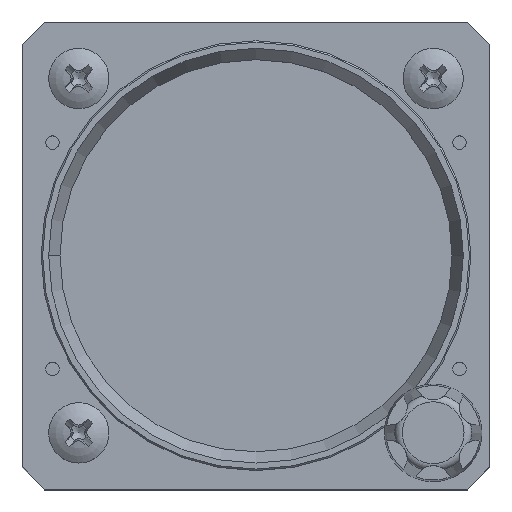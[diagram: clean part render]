
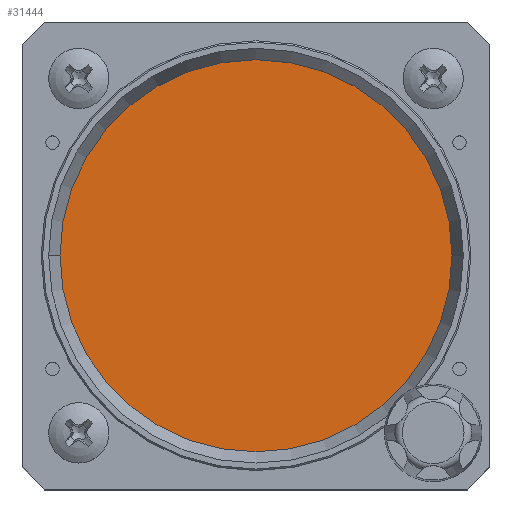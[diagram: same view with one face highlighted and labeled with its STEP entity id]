
A CAD part, top view. The second image highlights one B-rep face of the part: STEP entity #31444.
In plain terms, the highlighted planar face has unit normal (0, 0, 1).
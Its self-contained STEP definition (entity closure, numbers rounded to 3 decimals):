
#31416 = VERTEX_POINT('',#31417);
#31417 = CARTESIAN_POINT('',(28.,0.,0.));
#31433 = EDGE_CURVE('',#31416,#31416,#31434,.T.);
#31434 = CIRCLE('',#31435,28.);
#31435 = AXIS2_PLACEMENT_3D('',#31436,#31437,#31438);
#31436 = CARTESIAN_POINT('',(0.,0.,0.));
#31437 = DIRECTION('',(0.,0.,1.));
#31438 = DIRECTION('',(1.,0.,0.));
#31444 = ADVANCED_FACE('',(#31445),#31448,.T.);
#31445 = FACE_BOUND('',#31446,.T.);
#31446 = EDGE_LOOP('',(#31447));
#31447 = ORIENTED_EDGE('',*,*,#31433,.T.);
#31448 = PLANE('',#31449);
#31449 = AXIS2_PLACEMENT_3D('',#31450,#31451,#31452);
#31450 = CARTESIAN_POINT('',(0.,0.,0.));
#31451 = DIRECTION('',(0.,0.,1.));
#31452 = DIRECTION('',(1.,0.,0.));
